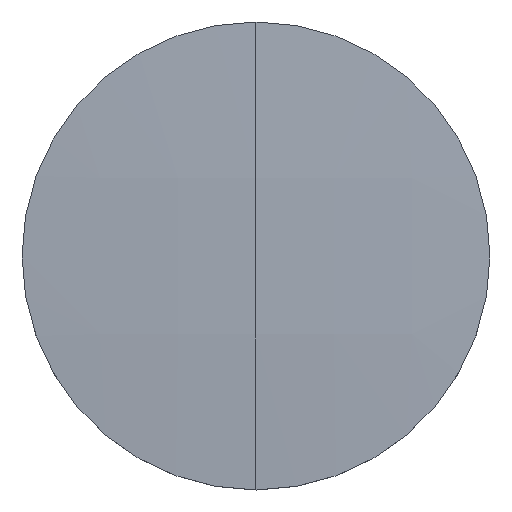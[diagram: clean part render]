
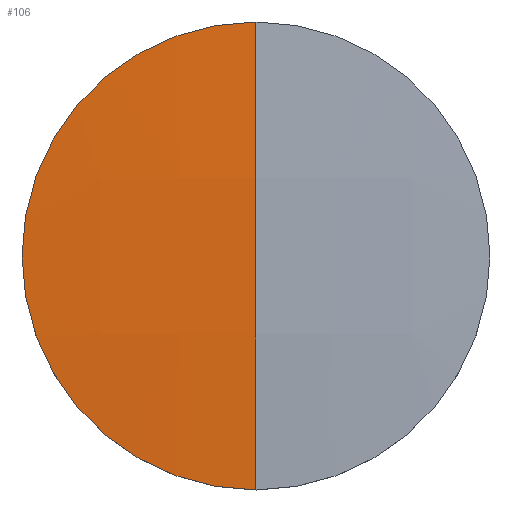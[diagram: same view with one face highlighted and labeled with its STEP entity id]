
A CAD part, top view. The second image highlights one B-rep face of the part: STEP entity #106.
In plain terms, the highlighted free-form (B-spline) face has degree [3, 3] with [4, 4] control points.
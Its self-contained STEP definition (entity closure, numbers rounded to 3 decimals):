
#17 = CARTESIAN_POINT ( 'NONE',  ( 0., 0., 2.66 ) ) ;
#18 = EDGE_CURVE ( 'NONE', #244, #26, #283, .T. ) ;
#19 = ORIENTED_EDGE ( 'NONE', *, *, #278, .T. ) ;
#26 = VERTEX_POINT ( 'NONE', #207 ) ;
#30 = AXIS2_PLACEMENT_3D ( 'NONE', #75, #251, #199 ) ;
#46 = CARTESIAN_POINT ( 'NONE',  ( -8.525, -4.288, 3.001 ) ) ;
#47 = CARTESIAN_POINT ( 'NONE',  ( -12.7, 0., 2.66 ) ) ;
#59 = CIRCLE ( 'NONE', #261, 237.6 ) ;
#65 = CARTESIAN_POINT ( 'NONE',  ( -8.525, 4.288, 3.001 ) ) ;
#67 = CARTESIAN_POINT ( 'NONE',  ( 0., -12.7, 2.66 ) ) ;
#70 = CARTESIAN_POINT ( 'NONE',  ( 0., 4.288, 3.116 ) ) ;
#75 = CARTESIAN_POINT ( 'NONE',  ( 0., 0., 2.66 ) ) ;
#89 = CARTESIAN_POINT ( 'NONE',  ( -4.255, -12.852, 2.652 ) ) ;
#90 = CARTESIAN_POINT ( 'NONE',  ( -12.782, -4.288, 2.772 ) ) ;
#92 = AXIS2_PLACEMENT_3D ( 'NONE', #17, #236, #263 ) ;
#106 = ADVANCED_FACE ( 'NONE', ( #204 ), #267, .T. ) ;
#126 = CIRCLE ( 'NONE', #30, 12.7 ) ;
#128 = ORIENTED_EDGE ( 'NONE', *, *, #211, .F. ) ;
#132 = CARTESIAN_POINT ( 'NONE',  ( -8.509, -12.852, 2.538 ) ) ;
#134 = CARTESIAN_POINT ( 'NONE',  ( 0., -4.288, 3.116 ) ) ;
#139 = CARTESIAN_POINT ( 'NONE',  ( 0., 0., -234.6 ) ) ;
#141 = VERTEX_POINT ( 'NONE', #67 ) ;
#148 = CARTESIAN_POINT ( 'NONE',  ( -12.782, 4.288, 2.772 ) ) ;
#156 = DIRECTION ( 'NONE',  ( -1., 0., 0. ) ) ;
#159 = DIRECTION ( 'NONE',  ( 0., -1., 0. ) ) ;
#170 = CARTESIAN_POINT ( 'NONE',  ( -8.509, 12.852, 2.538 ) ) ;
#182 = EDGE_LOOP ( 'NONE', ( #128, #19, #220 ) ) ;
#190 = CARTESIAN_POINT ( 'NONE',  ( -4.255, 12.852, 2.652 ) ) ;
#199 = DIRECTION ( 'NONE',  ( 1., 0., 0. ) ) ;
#204 = FACE_OUTER_BOUND ( 'NONE', #182, .T. ) ;
#207 = CARTESIAN_POINT ( 'NONE',  ( 0., 12.7, 2.66 ) ) ;
#211 = EDGE_CURVE ( 'NONE', #141, #244, #126, .T. ) ;
#212 = CARTESIAN_POINT ( 'NONE',  ( -12.757, 12.852, 2.309 ) ) ;
#215 = CARTESIAN_POINT ( 'NONE',  ( -4.263, 4.288, 3.116 ) ) ;
#218 = CARTESIAN_POINT ( 'NONE',  ( -4.263, -4.288, 3.116 ) ) ;
#220 = ORIENTED_EDGE ( 'NONE', *, *, #18, .F. ) ;
#236 = DIRECTION ( 'NONE',  ( 0., 0., -1. ) ) ;
#239 = CARTESIAN_POINT ( 'NONE',  ( 0., -12.852, 2.652 ) ) ;
#244 = VERTEX_POINT ( 'NONE', #47 ) ;
#251 = DIRECTION ( 'NONE',  ( 0., 0., -1. ) ) ;
#261 = AXIS2_PLACEMENT_3D ( 'NONE', #139, #156, #159 ) ;
#263 = DIRECTION ( 'NONE',  ( 1., 0., 0. ) ) ;
#266 = CARTESIAN_POINT ( 'NONE',  ( -12.757, -12.852, 2.309 ) ) ;
#267 =( BOUNDED_SURFACE ( )  B_SPLINE_SURFACE ( 3, 3, ( 
 ( #239, #89, #132, #266 ),
 ( #134, #218, #46, #90 ),
 ( #70, #215, #65, #148 ),
 ( #295, #190, #170, #212 ) ),
 .UNSPECIFIED., .F., .F., .T. ) 
 B_SPLINE_SURFACE_WITH_KNOTS ( ( 4, 4 ),
 ( 4, 4 ),
 ( 0., 1. ),
 ( 0., 1. ),
 .UNSPECIFIED. ) 
 GEOMETRIC_REPRESENTATION_ITEM ( )  RATIONAL_B_SPLINE_SURFACE ( (
 ( 1., 1., 1., 1.),
 ( 0.999, 0.999, 0.999, 0.999),
 ( 0.999, 0.999, 0.999, 0.999),
 ( 1., 1., 1., 1.) ) ) 
 REPRESENTATION_ITEM ( '' )  SURFACE ( )  );
#278 = EDGE_CURVE ( 'NONE', #141, #26, #59, .T. ) ;
#283 = CIRCLE ( 'NONE', #92, 12.7 ) ;
#295 = CARTESIAN_POINT ( 'NONE',  ( 0., 12.852, 2.652 ) ) ;
